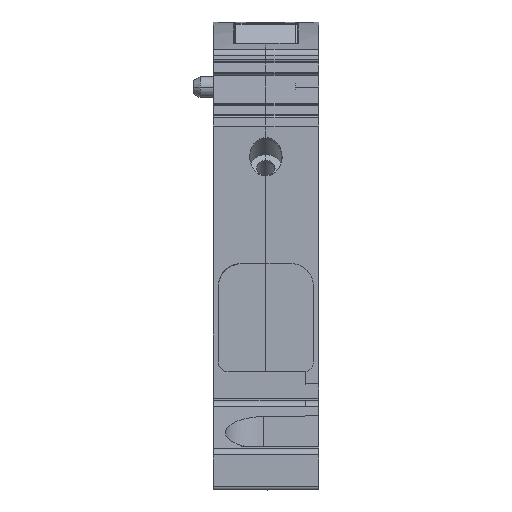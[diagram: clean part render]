
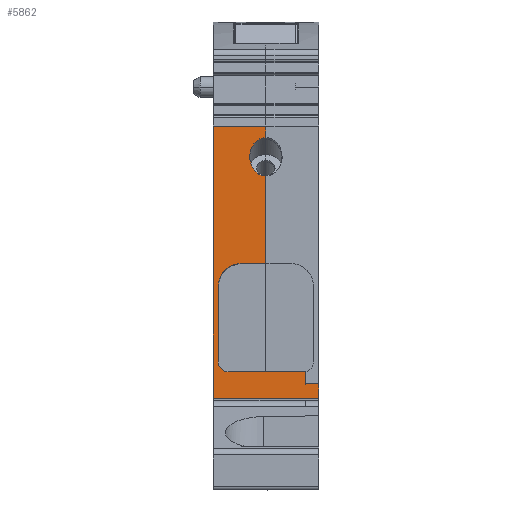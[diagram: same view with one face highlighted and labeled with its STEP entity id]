
A CAD part, front view. The second image highlights one B-rep face of the part: STEP entity #5862.
In plain terms, the highlighted planar face has unit normal (0, -1, 0).
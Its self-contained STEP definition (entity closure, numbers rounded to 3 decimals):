
#5719=AXIS2_PLACEMENT_3D('Plane Axis2P3D',#5716,#5717,#5718) ;
#5746=AXIS2_PLACEMENT_3D('Circle Axis2P3D',#5744,#5745,$) ;
#5753=AXIS2_PLACEMENT_3D('Circle Axis2P3D',#5751,#5752,$) ;
#1436=CARTESIAN_POINT('Vertex',(11.,17.,55.165)) ;
#1439=CARTESIAN_POINT('Line Origine',(11.,17.,54.336)) ;
#1443=CARTESIAN_POINT('Vertex',(11.,17.,53.506)) ;
#1492=CARTESIAN_POINT('Vertex',(11.,17.,47.663)) ;
#1495=CARTESIAN_POINT('Line Origine',(11.,17.,41.015)) ;
#1499=CARTESIAN_POINT('Vertex',(11.,17.,34.368)) ;
#5697=CARTESIAN_POINT('Line Origine',(3.025,17.,55.165)) ;
#5701=CARTESIAN_POINT('Vertex',(3.,17.,55.165)) ;
#5716=CARTESIAN_POINT('Axis2P3D Location',(3.,17.,13.45)) ;
#5721=CARTESIAN_POINT('Line Origine',(18.,17.,16.1)) ;
#5725=CARTESIAN_POINT('Vertex',(17.,17.,16.1)) ;
#5727=CARTESIAN_POINT('Vertex',(19.,17.,16.1)) ;
#5730=CARTESIAN_POINT('Line Origine',(17.,17.,17.025)) ;
#5734=CARTESIAN_POINT('Vertex',(17.,17.,17.95)) ;
#5737=CARTESIAN_POINT('Line Origine',(11.148,17.,17.95)) ;
#5741=CARTESIAN_POINT('Vertex',(5.295,17.,17.95)) ;
#5744=CARTESIAN_POINT('Axis2P3D Location',(5.295,17.,19.46)) ;
#5748=CARTESIAN_POINT('Vertex',(4.23,17.,18.39)) ;
#5751=CARTESIAN_POINT('Axis2P3D Location',(5.284,17.,19.451)) ;
#5755=CARTESIAN_POINT('Vertex',(3.788,17.,19.45)) ;
#5758=CARTESIAN_POINT('Line Origine',(3.788,17.,25.24)) ;
#5762=CARTESIAN_POINT('Vertex',(3.788,17.,31.03)) ;
#5766=CARTESIAN_POINT('Control Point',(3.788,17.,31.03)) ;
#5767=CARTESIAN_POINT('Control Point',(3.788,17.,31.441)) ;
#5768=CARTESIAN_POINT('Control Point',(3.854,17.,31.854)) ;
#5769=CARTESIAN_POINT('Control Point',(3.985,17.,32.253)) ;
#5770=CARTESIAN_POINT('Control Point',(4.367,17.,33.003)) ;
#5771=CARTESIAN_POINT('Control Point',(4.957,17.,33.606)) ;
#5772=CARTESIAN_POINT('Control Point',(5.298,17.,33.862)) ;
#5773=CARTESIAN_POINT('Control Point',(5.858,17.,34.158)) ;
#5774=CARTESIAN_POINT('Control Point',(6.466,17.,34.313)) ;
#5775=CARTESIAN_POINT('Control Point',(6.672,17.,34.348)) ;
#5776=CARTESIAN_POINT('Control Point',(6.879,17.,34.367)) ;
#5777=CARTESIAN_POINT('Control Point',(7.085,17.,34.368)) ;
#5778=CARTESIAN_POINT('Vertex',(7.085,17.,34.368)) ;
#5781=CARTESIAN_POINT('Line Origine',(9.043,17.,34.368)) ;
#5787=CARTESIAN_POINT('Control Point',(11.,17.,47.663)) ;
#5788=CARTESIAN_POINT('Control Point',(10.942,17.,47.663)) ;
#5789=CARTESIAN_POINT('Control Point',(10.884,17.,47.665)) ;
#5790=CARTESIAN_POINT('Control Point',(10.826,17.,47.669)) ;
#5791=CARTESIAN_POINT('Control Point',(10.634,17.,47.69)) ;
#5792=CARTESIAN_POINT('Control Point',(10.445,17.,47.732)) ;
#5793=CARTESIAN_POINT('Control Point',(10.316,17.,47.773)) ;
#5794=CARTESIAN_POINT('Control Point',(10.061,17.,47.875)) ;
#5795=CARTESIAN_POINT('Control Point',(9.824,17.,48.014)) ;
#5796=CARTESIAN_POINT('Control Point',(9.71,17.,48.094)) ;
#5797=CARTESIAN_POINT('Control Point',(9.361,17.,48.375)) ;
#5798=CARTESIAN_POINT('Control Point',(9.079,17.,48.727)) ;
#5799=CARTESIAN_POINT('Control Point',(8.919,17.,48.994)) ;
#5800=CARTESIAN_POINT('Control Point',(8.709,17.,49.467)) ;
#5801=CARTESIAN_POINT('Control Point',(8.596,17.,49.969)) ;
#5802=CARTESIAN_POINT('Control Point',(8.565,17.,50.173)) ;
#5803=CARTESIAN_POINT('Control Point',(8.55,17.,50.379)) ;
#5804=CARTESIAN_POINT('Control Point',(8.55,17.,50.585)) ;
#5805=CARTESIAN_POINT('Vertex',(8.55,17.,50.585)) ;
#5809=CARTESIAN_POINT('Control Point',(8.55,17.,50.585)) ;
#5810=CARTESIAN_POINT('Control Point',(8.55,17.,50.949)) ;
#5811=CARTESIAN_POINT('Control Point',(8.598,17.,51.313)) ;
#5812=CARTESIAN_POINT('Control Point',(8.693,17.,51.669)) ;
#5813=CARTESIAN_POINT('Control Point',(8.924,17.,52.214)) ;
#5814=CARTESIAN_POINT('Control Point',(9.278,17.,52.683)) ;
#5815=CARTESIAN_POINT('Control Point',(9.429,17.,52.847)) ;
#5816=CARTESIAN_POINT('Control Point',(9.745,17.,53.122)) ;
#5817=CARTESIAN_POINT('Control Point',(10.113,17.,53.322)) ;
#5818=CARTESIAN_POINT('Control Point',(10.295,17.,53.396)) ;
#5819=CARTESIAN_POINT('Control Point',(10.547,17.,53.467)) ;
#5820=CARTESIAN_POINT('Control Point',(10.805,17.,53.498)) ;
#5821=CARTESIAN_POINT('Control Point',(10.87,17.,53.503)) ;
#5822=CARTESIAN_POINT('Control Point',(10.935,17.,53.506)) ;
#5823=CARTESIAN_POINT('Control Point',(11.,17.,53.506)) ;
#5825=CARTESIAN_POINT('Line Origine',(3.,17.,34.558)) ;
#5829=CARTESIAN_POINT('Vertex',(3.,17.,13.95)) ;
#5832=CARTESIAN_POINT('Line Origine',(11.,17.,13.95)) ;
#5836=CARTESIAN_POINT('Vertex',(19.,17.,13.95)) ;
#5839=CARTESIAN_POINT('Line Origine',(19.,17.,15.025)) ;
#1440=DIRECTION('Vector Direction',(0.,0.,-1.)) ;
#1496=DIRECTION('Vector Direction',(0.,0.,-1.)) ;
#5698=DIRECTION('Vector Direction',(-1.,0.,0.)) ;
#5717=DIRECTION('Axis2P3D Direction',(0.,1.,0.)) ;
#5718=DIRECTION('Axis2P3D XDirection',(0.,0.,1.)) ;
#5722=DIRECTION('Vector Direction',(1.,0.,0.)) ;
#5731=DIRECTION('Vector Direction',(0.,0.,1.)) ;
#5738=DIRECTION('Vector Direction',(-1.,0.,0.)) ;
#5745=DIRECTION('Axis2P3D Direction',(0.,1.,0.)) ;
#5752=DIRECTION('Axis2P3D Direction',(0.,1.,0.)) ;
#5759=DIRECTION('Vector Direction',(0.,0.,-1.)) ;
#5782=DIRECTION('Vector Direction',(-1.,0.,0.)) ;
#5826=DIRECTION('Vector Direction',(0.,0.,-1.)) ;
#5833=DIRECTION('Vector Direction',(1.,0.,0.)) ;
#5840=DIRECTION('Vector Direction',(0.,0.,-1.)) ;
#1441=VECTOR('Line Direction',#1440,1.) ;
#1497=VECTOR('Line Direction',#1496,1.) ;
#5699=VECTOR('Line Direction',#5698,1.) ;
#5723=VECTOR('Line Direction',#5722,1.) ;
#5732=VECTOR('Line Direction',#5731,1.) ;
#5739=VECTOR('Line Direction',#5738,1.) ;
#5760=VECTOR('Line Direction',#5759,1.) ;
#5783=VECTOR('Line Direction',#5782,1.) ;
#5827=VECTOR('Line Direction',#5826,1.) ;
#5834=VECTOR('Line Direction',#5833,1.) ;
#5841=VECTOR('Line Direction',#5840,1.) ;
#5845=ORIENTED_EDGE('',*,*,#5729,.F.) ;
#5846=ORIENTED_EDGE('',*,*,#5736,.F.) ;
#5847=ORIENTED_EDGE('',*,*,#5743,.T.) ;
#5848=ORIENTED_EDGE('',*,*,#5750,.T.) ;
#5849=ORIENTED_EDGE('',*,*,#5757,.T.) ;
#5850=ORIENTED_EDGE('',*,*,#5764,.F.) ;
#5851=ORIENTED_EDGE('',*,*,#5780,.T.) ;
#5852=ORIENTED_EDGE('',*,*,#5785,.F.) ;
#5853=ORIENTED_EDGE('',*,*,#1501,.F.) ;
#5854=ORIENTED_EDGE('',*,*,#5807,.T.) ;
#5855=ORIENTED_EDGE('',*,*,#5824,.T.) ;
#5856=ORIENTED_EDGE('',*,*,#1445,.F.) ;
#5857=ORIENTED_EDGE('',*,*,#5703,.F.) ;
#5858=ORIENTED_EDGE('',*,*,#5831,.F.) ;
#5859=ORIENTED_EDGE('',*,*,#5838,.T.) ;
#5860=ORIENTED_EDGE('',*,*,#5843,.T.) ;
#5862=ADVANCED_FACE('MLD L',(#5861),#5720,.F.) ;
#5765=B_SPLINE_CURVE_WITH_KNOTS('',5,(#5766,#5767,#5768,#5769,#5770,#5771,#5772,#5773,#5774,#5775,#5776,#5777),.UNSPECIFIED.,.F.,.U.,(6,3,3,6),(0.,3.691,7.398,9.225),.UNSPECIFIED.) ;
#5786=B_SPLINE_CURVE_WITH_KNOTS('',5,(#5787,#5788,#5789,#5790,#5791,#5792,#5793,#5794,#5795,#5796,#5797,#5798,#5799,#5800,#5801,#5802,#5803,#5804),.UNSPECIFIED.,.F.,.U.,(6,3,3,3,3,6),(17.93,18.341,19.294,20.276,22.452,23.906),.UNSPECIFIED.) ;
#5808=B_SPLINE_CURVE_WITH_KNOTS('',5,(#5809,#5810,#5811,#5812,#5813,#5814,#5815,#5816,#5817,#5818,#5819,#5820,#5821,#5822,#5823),.UNSPECIFIED.,.F.,.U.,(6,3,3,3,6),(0.,2.575,4.138,5.517,5.977),.UNSPECIFIED.) ;
#5747=CIRCLE('generated circle',#5746,1.51) ;
#5754=CIRCLE('generated circle',#5753,1.496) ;
#1445=EDGE_CURVE('',#1437,#1444,#1442,.T.) ;
#1501=EDGE_CURVE('',#1493,#1500,#1498,.T.) ;
#5703=EDGE_CURVE('',#5702,#1437,#5700,.F.) ;
#5729=EDGE_CURVE('',#5726,#5728,#5724,.T.) ;
#5736=EDGE_CURVE('',#5735,#5726,#5733,.F.) ;
#5743=EDGE_CURVE('',#5735,#5742,#5740,.T.) ;
#5750=EDGE_CURVE('',#5742,#5749,#5747,.T.) ;
#5757=EDGE_CURVE('',#5749,#5756,#5754,.T.) ;
#5764=EDGE_CURVE('',#5763,#5756,#5761,.T.) ;
#5780=EDGE_CURVE('',#5763,#5779,#5765,.T.) ;
#5785=EDGE_CURVE('',#1500,#5779,#5784,.T.) ;
#5807=EDGE_CURVE('',#1493,#5806,#5786,.T.) ;
#5824=EDGE_CURVE('',#5806,#1444,#5808,.T.) ;
#5831=EDGE_CURVE('',#5830,#5702,#5828,.F.) ;
#5838=EDGE_CURVE('',#5830,#5837,#5835,.T.) ;
#5843=EDGE_CURVE('',#5837,#5728,#5842,.F.) ;
#5844=EDGE_LOOP('',(#5845,#5846,#5847,#5848,#5849,#5850,#5851,#5852,#5853,#5854,#5855,#5856,#5857,#5858,#5859,#5860)) ;
#5861=FACE_OUTER_BOUND('',#5844,.T.) ;
#1442=LINE('Line',#1439,#1441) ;
#1498=LINE('Line',#1495,#1497) ;
#5700=LINE('Line',#5697,#5699) ;
#5724=LINE('Line',#5721,#5723) ;
#5733=LINE('Line',#5730,#5732) ;
#5740=LINE('Line',#5737,#5739) ;
#5761=LINE('Line',#5758,#5760) ;
#5784=LINE('Line',#5781,#5783) ;
#5828=LINE('Line',#5825,#5827) ;
#5835=LINE('Line',#5832,#5834) ;
#5842=LINE('Line',#5839,#5841) ;
#5720=PLANE('',#5719) ;
#1437=VERTEX_POINT('',#1436) ;
#1444=VERTEX_POINT('',#1443) ;
#1493=VERTEX_POINT('',#1492) ;
#1500=VERTEX_POINT('',#1499) ;
#5702=VERTEX_POINT('',#5701) ;
#5726=VERTEX_POINT('',#5725) ;
#5728=VERTEX_POINT('',#5727) ;
#5735=VERTEX_POINT('',#5734) ;
#5742=VERTEX_POINT('',#5741) ;
#5749=VERTEX_POINT('',#5748) ;
#5756=VERTEX_POINT('',#5755) ;
#5763=VERTEX_POINT('',#5762) ;
#5779=VERTEX_POINT('',#5778) ;
#5806=VERTEX_POINT('',#5805) ;
#5830=VERTEX_POINT('',#5829) ;
#5837=VERTEX_POINT('',#5836) ;
